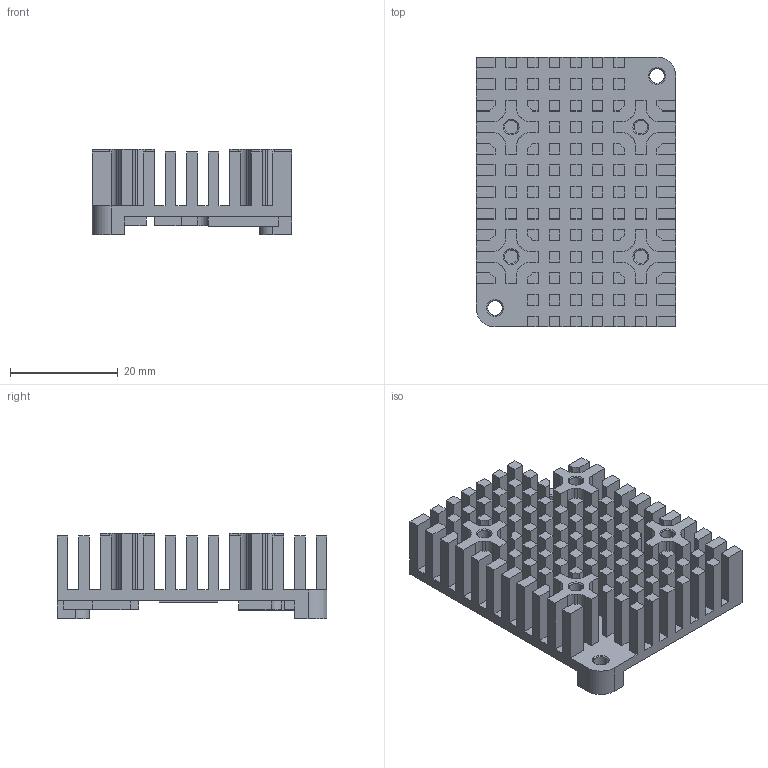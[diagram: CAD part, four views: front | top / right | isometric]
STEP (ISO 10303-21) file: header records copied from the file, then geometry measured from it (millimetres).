
FILE_DESCRIPTION (( 'STEP AP214' ), '1' );
FILE_NAME ('PCM-072_1565-1_heatsink_v1-0.STEP', '2023-11-09T21:37:27', ( '' ), ( '' ), 'SwSTEP 2.0', 'SolidWorks 2022', '' );
FILE_SCHEMA (( 'AUTOMOTIVE_DESIGN' ));
Length unit declared in the file: millimetre
Products named in the file (1): PCM-072_1565-1_heatsink_v1-0
Bounding box: 37 x 50 x 15.83 mm (x, y, z)
Volume: 10200.9 mm3; surface area: 14045.2 mm2
Topology: 1 solids, 1 shells, 598 faces, 1572 edges, 1044 vertices
Faces by surface type: plane 505, cylinder 81, cone 12
Entity records: 18236 total; most frequent: CARTESIAN_POINT 3215, ORIENTED_EDGE 3144, DIRECTION 2944, EDGE_CURVE 1572, LINE 1398, VECTOR 1398, VERTEX_POINT 1044, AXIS2_PLACEMENT_3D 773
